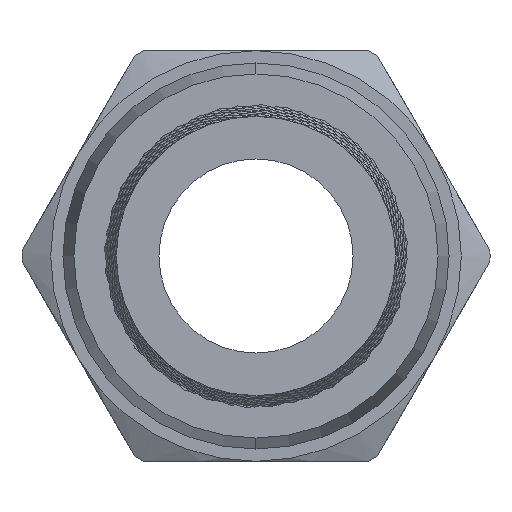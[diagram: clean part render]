
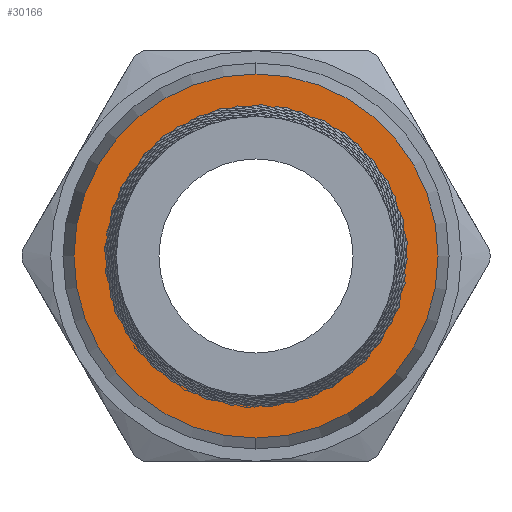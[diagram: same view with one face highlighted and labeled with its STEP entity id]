
A CAD part, left-side view. The second image highlights one B-rep face of the part: STEP entity #30166.
In plain terms, the highlighted planar face has unit normal (-1, 0, 0).
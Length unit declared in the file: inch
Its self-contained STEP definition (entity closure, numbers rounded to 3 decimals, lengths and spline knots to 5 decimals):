
#8389 = CARTESIAN_POINT ( 'NONE',  ( -0.59, 0., -0.41685 ) ) ;
#8452 = CIRCLE ( 'NONE', #8509, 0.41685 ) ;
#8505 = CARTESIAN_POINT ( 'NONE',  ( -0.59, 0., 0.41685 ) ) ;
#8506 = DIRECTION ( 'NONE',  ( 0., 0., -1. ) ) ;
#8507 = DIRECTION ( 'NONE',  ( -1., 0., 0. ) ) ;
#8508 = CARTESIAN_POINT ( 'NONE',  ( -0.59, 0., 0. ) ) ;
#8509 = AXIS2_PLACEMENT_3D ( 'NONE', #8508, #8507, #8506 ) ;
#9605 = FACE_BOUND ( 'NONE', #30171, .T. ) ;
#9606 = FACE_OUTER_BOUND ( 'NONE', #30167, .T. ) ;
#9607 = DIRECTION ( 'NONE',  ( 0., 0., 1. ) ) ;
#9608 = DIRECTION ( 'NONE',  ( -1., 0., 0. ) ) ;
#9609 = CARTESIAN_POINT ( 'NONE',  ( -0.59, 0., 0. ) ) ;
#9610 = AXIS2_PLACEMENT_3D ( 'NONE', #9609, #9608, #9607 ) ;
#9611 = CIRCLE ( 'NONE', #9610, 0.316 ) ;
#9663 = DIRECTION ( 'NONE',  ( 0., 0., -1. ) ) ;
#9664 = DIRECTION ( 'NONE',  ( -1., 0., 0. ) ) ;
#9665 = CARTESIAN_POINT ( 'NONE',  ( -0.59, 0., 0. ) ) ;
#9666 = AXIS2_PLACEMENT_3D ( 'NONE', #9665, #9664, #9663 ) ;
#9667 = CIRCLE ( 'NONE', #9666, 0.41685 ) ;
#9668 = DIRECTION ( 'NONE',  ( 0., 0., -1. ) ) ;
#9669 = DIRECTION ( 'NONE',  ( 1., 0., 0. ) ) ;
#9670 = CARTESIAN_POINT ( 'NONE',  ( -0.59, 0.316, 0. ) ) ;
#9671 = AXIS2_PLACEMENT_3D ( 'NONE', #9670, #9669, #9668 ) ;
#9672 = PLANE ( 'NONE',  #9671 ) ;
#10472 = EDGE_CURVE ( 'NONE', #10480, #10473, #11841, .T. ) ;
#10473 = VERTEX_POINT ( 'NONE', #11836 ) ;
#10480 = VERTEX_POINT ( 'NONE', #11825 ) ;
#10668 = VERTEX_POINT ( 'NONE', #8389 ) ;
#10718 = EDGE_CURVE ( 'NONE', #10719, #10668, #8452, .T. ) ;
#10719 = VERTEX_POINT ( 'NONE', #8505 ) ;
#11825 = CARTESIAN_POINT ( 'NONE',  ( -0.59, 0., -0.316 ) ) ;
#11836 = CARTESIAN_POINT ( 'NONE',  ( -0.59, 0., 0.316 ) ) ;
#11837 = DIRECTION ( 'NONE',  ( 0., 0., 1. ) ) ;
#11838 = DIRECTION ( 'NONE',  ( -1., 0., 0. ) ) ;
#11839 = CARTESIAN_POINT ( 'NONE',  ( -0.59, 0., 0. ) ) ;
#11840 = AXIS2_PLACEMENT_3D ( 'NONE', #11839, #11838, #11837 ) ;
#11841 = CIRCLE ( 'NONE', #11840, 0.316 ) ;
#30165 = EDGE_CURVE ( 'NONE', #10473, #10480, #9611, .T. ) ;
#30166 = ADVANCED_FACE ( 'NONE', ( #9606, #9605 ), #9672, .F. ) ;
#30167 = EDGE_LOOP ( 'NONE', ( #30168, #30170 ) ) ;
#30168 = ORIENTED_EDGE ( 'NONE', *, *, #30169, .T. ) ;
#30169 = EDGE_CURVE ( 'NONE', #10668, #10719, #9667, .T. ) ;
#30170 = ORIENTED_EDGE ( 'NONE', *, *, #10718, .T. ) ;
#30171 = EDGE_LOOP ( 'NONE', ( #30172, #30173 ) ) ;
#30172 = ORIENTED_EDGE ( 'NONE', *, *, #30165, .F. ) ;
#30173 = ORIENTED_EDGE ( 'NONE', *, *, #10472, .F. ) ;
